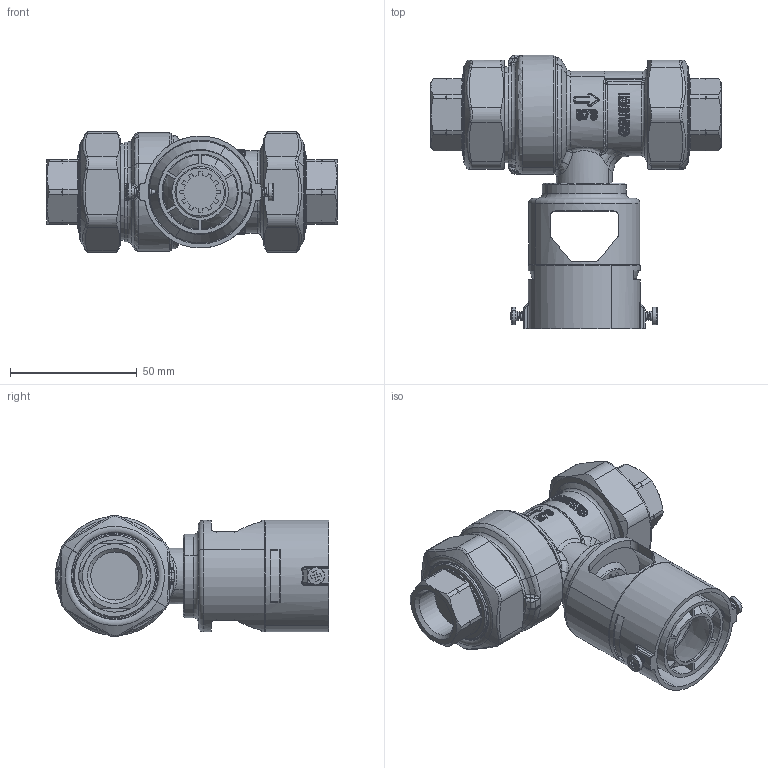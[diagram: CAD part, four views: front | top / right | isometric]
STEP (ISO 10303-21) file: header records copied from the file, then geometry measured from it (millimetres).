
FILE_DESCRIPTION(('CATIA V5 STEP Exchange','CAx-IF Rec.Pracs.--- Model Styling and Organization---1.4--- 2014-01-23','CAx-IF Rec.Pracs.---3D Tessellated Data Validation Properties---0.5---2014-09-14'),'2;1');
FILE_NAME('STEP_573415_-_TST.stp','2021-02-02T14:30:20+00:00',('none'),('none'),'CATIA Version 5-6 Release 2019 SP3','CATIA V5 STEP AP242 v1','none');
FILE_SCHEMA(('AP242_MANAGED_MODEL_BASED_3D_ENGINEERING_MIM_LF {1 0 10303 442 1 1 4}'));
Length unit declared in the file: millimetre
Products named in the file (1): 573415 - TST
Bounding box: 114.5 x 107.89 x 47.78 mm (x, y, z)
Volume: 155936.7 mm3; surface area: 42894.1 mm2
Topology: 1 solids, 1 shells, 2161 faces, 5251 edges, 2931 vertices
Faces by surface type: bspline 1184, cylinder 397, plane 230, sphere 172, cone 114, torus 64
Entity records: 126783 total; most frequent: CARTESIAN_POINT 89165, ORIENTED_EDGE 10102, EDGE_CURVE 5051, B_SPLINE_CURVE_WITH_KNOTS 3369, DIRECTION 3072, VERTEX_POINT 2931, EDGE_LOOP 2216, ADVANCED_FACE 2161
